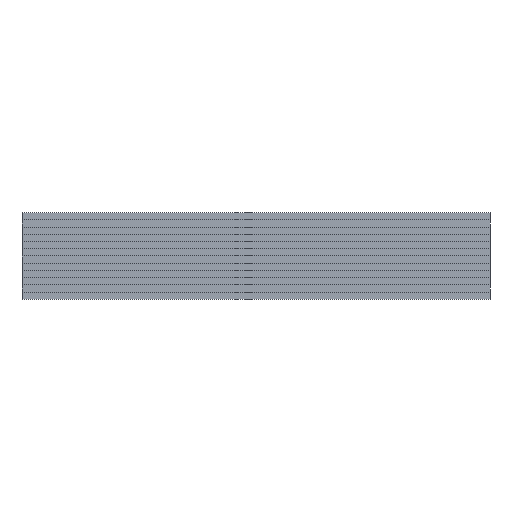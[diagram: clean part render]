
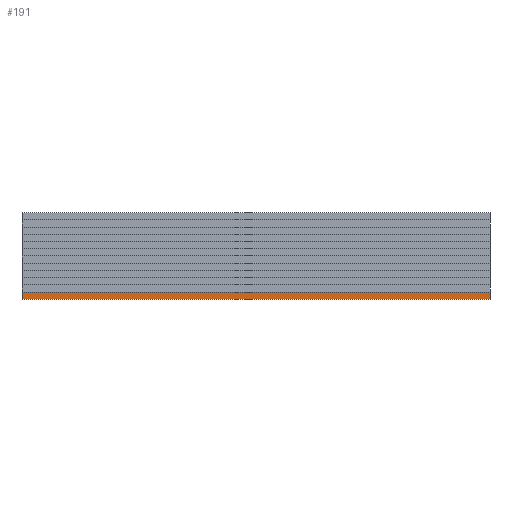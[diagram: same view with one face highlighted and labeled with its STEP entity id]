
A CAD part, top view. The second image highlights one B-rep face of the part: STEP entity #191.
In plain terms, the highlighted planar face has unit normal (0, 0, 1).
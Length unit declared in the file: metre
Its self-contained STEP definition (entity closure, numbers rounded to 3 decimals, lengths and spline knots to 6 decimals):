
#191 = ADVANCED_FACE( '', ( #416 ), #417, .T. );
#416 = FACE_OUTER_BOUND( '', #694, .T. );
#417 = PLANE( '', #695 );
#694 = EDGE_LOOP( '', ( #1011, #1012, #1013, #1014 ) );
#695 = AXIS2_PLACEMENT_3D( '', #1015, #1016, #1017 );
#1011 = ORIENTED_EDGE( '', *, *, #1520, .T. );
#1012 = ORIENTED_EDGE( '', *, *, #1508, .T. );
#1013 = ORIENTED_EDGE( '', *, *, #1521, .F. );
#1014 = ORIENTED_EDGE( '', *, *, #1522, .F. );
#1015 = CARTESIAN_POINT( '', ( 0., 0., 0.0005 ) );
#1016 = DIRECTION( '', ( 0., 0., 1. ) );
#1017 = DIRECTION( '', ( 1., 0., 0. ) );
#1508 = EDGE_CURVE( '', #1784, #1782, #1785, .T. );
#1520 = EDGE_CURVE( '', #1803, #1784, #1804, .T. );
#1521 = EDGE_CURVE( '', #1805, #1782, #1806, .T. );
#1522 = EDGE_CURVE( '', #1803, #1805, #1807, .T. );
#1782 = VERTEX_POINT( '', #2157 );
#1784 = VERTEX_POINT( '', #2160 );
#1785 = LINE( '', #2161, #2162 );
#1803 = VERTEX_POINT( '', #2188 );
#1804 = LINE( '', #2189, #2190 );
#1805 = VERTEX_POINT( '', #2191 );
#1806 = LINE( '', #2192, #2193 );
#1807 = LINE( '', #2194, #2195 );
#2157 = CARTESIAN_POINT( '', ( 0.0175, -0.00323, 0.0005 ) );
#2160 = CARTESIAN_POINT( '', ( -0.0175, -0.00323, 0.0005 ) );
#2161 = CARTESIAN_POINT( '', ( 0., -0.00323, 0.0005 ) );
#2162 = VECTOR( '', #2474, 1. );
#2188 = CARTESIAN_POINT( '', ( -0.0175, -0.00269, 0.0005 ) );
#2189 = CARTESIAN_POINT( '', ( -0.0175, 0.001249, 0.0005 ) );
#2190 = VECTOR( '', #2483, 1. );
#2191 = CARTESIAN_POINT( '', ( 0.0175, -0.00269, 0.0005 ) );
#2192 = CARTESIAN_POINT( '', ( 0.0175, 0.001249, 0.0005 ) );
#2193 = VECTOR( '', #2484, 1. );
#2194 = CARTESIAN_POINT( '', ( 0., -0.00269, 0.0005 ) );
#2195 = VECTOR( '', #2485, 1. );
#2474 = DIRECTION( '', ( 1., 0., 0. ) );
#2483 = DIRECTION( '', ( 0., -1., 0. ) );
#2484 = DIRECTION( '', ( 0., -1., 0. ) );
#2485 = DIRECTION( '', ( 1., 0., 0. ) );
